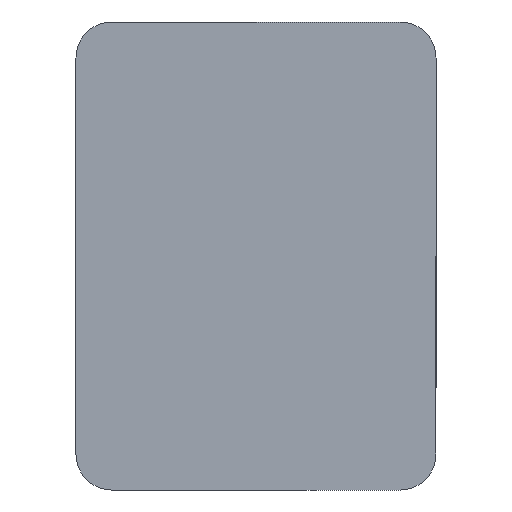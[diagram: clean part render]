
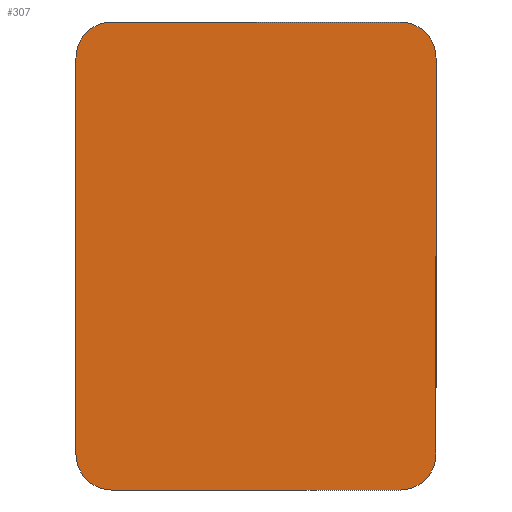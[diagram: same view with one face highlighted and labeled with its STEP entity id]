
A CAD part, front view. The second image highlights one B-rep face of the part: STEP entity #307.
In plain terms, the highlighted planar face has unit normal (0, -1, 0).
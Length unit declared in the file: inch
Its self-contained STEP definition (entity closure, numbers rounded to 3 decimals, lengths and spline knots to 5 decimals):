
#3 = CIRCLE ( 'NONE', #1285, 0.25 ) ;
#21 = CARTESIAN_POINT ( 'NONE',  ( -1., 0., 1.625 ) ) ;
#22 = ORIENTED_EDGE ( 'NONE', *, *, #1098, .T. ) ;
#36 = CARTESIAN_POINT ( 'NONE',  ( -1., 0., 1.375 ) ) ;
#131 = LINE ( 'NONE', #1380, #1233 ) ;
#146 = CIRCLE ( 'NONE', #2374, 0.25 ) ;
#150 = DIRECTION ( 'NONE',  ( 0., 0., 1. ) ) ;
#214 = EDGE_CURVE ( 'NONE', #1686, #1392, #146, .T. ) ;
#227 = AXIS2_PLACEMENT_3D ( 'NONE', #366, #990, #1272 ) ;
#229 = DIRECTION ( 'NONE',  ( 0., 0., -1. ) ) ;
#244 = LINE ( 'NONE', #440, #1042 ) ;
#262 = AXIS2_PLACEMENT_3D ( 'NONE', #2648, #1347, #2193 ) ;
#266 = CARTESIAN_POINT ( 'NONE',  ( 1.25, 0., -1.375 ) ) ;
#270 = CARTESIAN_POINT ( 'NONE',  ( 1., 0., 1.625 ) ) ;
#289 = DIRECTION ( 'NONE',  ( -1., 0., 0. ) ) ;
#307 = ADVANCED_FACE ( 'NONE', ( #2141 ), #1724, .F. ) ;
#366 = CARTESIAN_POINT ( 'NONE',  ( 1., 0., -1.375 ) ) ;
#381 = CIRCLE ( 'NONE', #262, 0.25 ) ;
#440 = CARTESIAN_POINT ( 'NONE',  ( -1.25, 0., 1.625 ) ) ;
#660 = ORIENTED_EDGE ( 'NONE', *, *, #1628, .T. ) ;
#666 = CARTESIAN_POINT ( 'NONE',  ( -1.25, 0., 1.375 ) ) ;
#673 = VERTEX_POINT ( 'NONE', #1336 ) ;
#835 = DIRECTION ( 'NONE',  ( 0., 1., 0. ) ) ;
#846 = CARTESIAN_POINT ( 'NONE',  ( 1.25, 0., 1.375 ) ) ;
#871 = DIRECTION ( 'NONE',  ( 1., 0., 0. ) ) ;
#909 = DIRECTION ( 'NONE',  ( 0., -1., 0. ) ) ;
#974 = LINE ( 'NONE', #2717, #2596 ) ;
#990 = DIRECTION ( 'NONE',  ( 0., -1., 0. ) ) ;
#998 = CARTESIAN_POINT ( 'NONE',  ( -1., 0., -1.375 ) ) ;
#1042 = VECTOR ( 'NONE', #871, 39.37008 ) ;
#1043 = CARTESIAN_POINT ( 'NONE',  ( 0., 0., 0. ) ) ;
#1098 = EDGE_CURVE ( 'NONE', #2397, #2626, #381, .T. ) ;
#1130 = CARTESIAN_POINT ( 'NONE',  ( 1.25, 0., -1.625 ) ) ;
#1149 = ORIENTED_EDGE ( 'NONE', *, *, #1451, .F. ) ;
#1153 = EDGE_CURVE ( 'NONE', #2241, #1676, #131, .T. ) ;
#1233 = VECTOR ( 'NONE', #289, 39.37008 ) ;
#1245 = DIRECTION ( 'NONE',  ( 0., 0., 1. ) ) ;
#1267 = ORIENTED_EDGE ( 'NONE', *, *, #1153, .F. ) ;
#1272 = DIRECTION ( 'NONE',  ( 0., 0., 1. ) ) ;
#1285 = AXIS2_PLACEMENT_3D ( 'NONE', #998, #2342, #150 ) ;
#1296 = DIRECTION ( 'NONE',  ( 0., 0., 1. ) ) ;
#1336 = CARTESIAN_POINT ( 'NONE',  ( -1.25, 0., -1.375 ) ) ;
#1347 = DIRECTION ( 'NONE',  ( 0., -1., 0. ) ) ;
#1380 = CARTESIAN_POINT ( 'NONE',  ( -1.25, 0., -1.625 ) ) ;
#1390 = EDGE_CURVE ( 'NONE', #2397, #1798, #1987, .T. ) ;
#1392 = VERTEX_POINT ( 'NONE', #666 ) ;
#1451 = EDGE_CURVE ( 'NONE', #1686, #2626, #244, .T. ) ;
#1476 = CARTESIAN_POINT ( 'NONE',  ( 1., 0., -1.625 ) ) ;
#1628 = EDGE_CURVE ( 'NONE', #2241, #1798, #2689, .T. ) ;
#1676 = VERTEX_POINT ( 'NONE', #2609 ) ;
#1686 = VERTEX_POINT ( 'NONE', #21 ) ;
#1724 = PLANE ( 'NONE',  #2458 ) ;
#1792 = VECTOR ( 'NONE', #229, 39.37008 ) ;
#1798 = VERTEX_POINT ( 'NONE', #266 ) ;
#1876 = DIRECTION ( 'NONE',  ( 0., 0., 1. ) ) ;
#1901 = ORIENTED_EDGE ( 'NONE', *, *, #214, .T. ) ;
#1972 = EDGE_LOOP ( 'NONE', ( #1149, #1901, #2570, #2011, #1267, #660, #2485, #22 ) ) ;
#1987 = LINE ( 'NONE', #1130, #1792 ) ;
#1999 = EDGE_CURVE ( 'NONE', #673, #1392, #974, .T. ) ;
#2011 = ORIENTED_EDGE ( 'NONE', *, *, #2417, .T. ) ;
#2141 = FACE_OUTER_BOUND ( 'NONE', #1972, .T. ) ;
#2193 = DIRECTION ( 'NONE',  ( 0., 0., 1. ) ) ;
#2241 = VERTEX_POINT ( 'NONE', #1476 ) ;
#2342 = DIRECTION ( 'NONE',  ( 0., -1., 0. ) ) ;
#2374 = AXIS2_PLACEMENT_3D ( 'NONE', #36, #909, #1245 ) ;
#2397 = VERTEX_POINT ( 'NONE', #846 ) ;
#2417 = EDGE_CURVE ( 'NONE', #673, #1676, #3, .T. ) ;
#2458 = AXIS2_PLACEMENT_3D ( 'NONE', #1043, #835, #1296 ) ;
#2485 = ORIENTED_EDGE ( 'NONE', *, *, #1390, .F. ) ;
#2570 = ORIENTED_EDGE ( 'NONE', *, *, #1999, .F. ) ;
#2596 = VECTOR ( 'NONE', #1876, 39.37008 ) ;
#2609 = CARTESIAN_POINT ( 'NONE',  ( -1., 0., -1.625 ) ) ;
#2626 = VERTEX_POINT ( 'NONE', #270 ) ;
#2648 = CARTESIAN_POINT ( 'NONE',  ( 1., 0., 1.375 ) ) ;
#2689 = CIRCLE ( 'NONE', #227, 0.25 ) ;
#2717 = CARTESIAN_POINT ( 'NONE',  ( -1.25, 0., -1.625 ) ) ;
